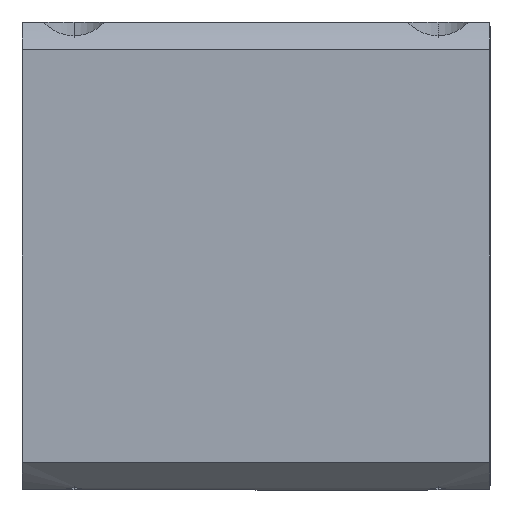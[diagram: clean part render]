
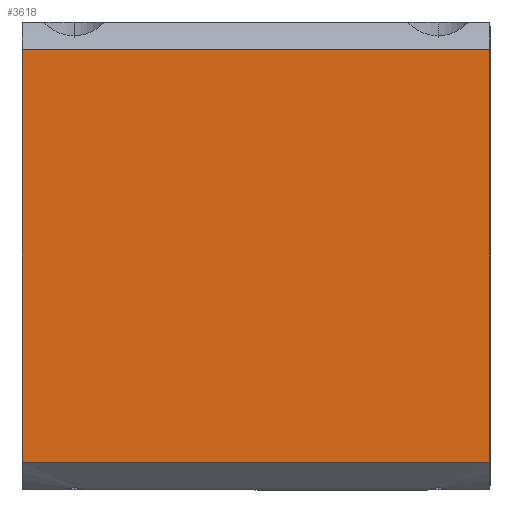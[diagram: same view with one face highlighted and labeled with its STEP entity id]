
A CAD part, left-side view. The second image highlights one B-rep face of the part: STEP entity #3618.
In plain terms, the highlighted planar face has unit normal (-1, 0, 0).
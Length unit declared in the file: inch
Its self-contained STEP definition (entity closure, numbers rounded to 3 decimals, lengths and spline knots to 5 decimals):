
#19 = VERTEX_POINT ( 'NONE', #985 ) ;
#180 = VERTEX_POINT ( 'NONE', #5851 ) ;
#542 = CARTESIAN_POINT ( 'NONE',  ( -1.125, 1.125, 0.99216 ) ) ;
#869 = CARTESIAN_POINT ( 'NONE',  ( -1.125, -1.125, -0.99216 ) ) ;
#945 = DIRECTION ( 'NONE',  ( 0., 0., 1. ) ) ;
#985 = CARTESIAN_POINT ( 'NONE',  ( -1.125, -1.125, -0.99216 ) ) ;
#1381 = DIRECTION ( 'NONE',  ( -1., 0., 0. ) ) ;
#1395 = ORIENTED_EDGE ( 'NONE', *, *, #6333, .T. ) ;
#1451 = CARTESIAN_POINT ( 'NONE',  ( -1.125, 1.125, -0.99216 ) ) ;
#1506 = CARTESIAN_POINT ( 'NONE',  ( -1.125, -1.125, 0.99216 ) ) ;
#1544 = CARTESIAN_POINT ( 'NONE',  ( -1.125, -1.125, 0.99216 ) ) ;
#2475 = DIRECTION ( 'NONE',  ( 0., 1., 0. ) ) ;
#2597 = LINE ( 'NONE', #1506, #5123 ) ;
#2918 = AXIS2_PLACEMENT_3D ( 'NONE', #869, #1381, #4872 ) ;
#3089 = FACE_OUTER_BOUND ( 'NONE', #4911, .T. ) ;
#3136 = EDGE_CURVE ( 'NONE', #4377, #5638, #2597, .T. ) ;
#3253 = ORIENTED_EDGE ( 'NONE', *, *, #4263, .F. ) ;
#3618 = ADVANCED_FACE ( 'NONE', ( #3089 ), #3859, .T. ) ;
#3649 = VECTOR ( 'NONE', #4511, 39.37008 ) ;
#3693 = ORIENTED_EDGE ( 'NONE', *, *, #3136, .T. ) ;
#3836 = LINE ( 'NONE', #4500, #6317 ) ;
#3859 = PLANE ( 'NONE',  #2918 ) ;
#4012 = CARTESIAN_POINT ( 'NONE',  ( -1.125, -1.125, -0.99216 ) ) ;
#4130 = LINE ( 'NONE', #1451, #5274 ) ;
#4175 = ORIENTED_EDGE ( 'NONE', *, *, #4808, .F. ) ;
#4263 = EDGE_CURVE ( 'NONE', #180, #5638, #4130, .T. ) ;
#4377 = VERTEX_POINT ( 'NONE', #1544 ) ;
#4488 = DIRECTION ( 'NONE',  ( 0., 1., 0. ) ) ;
#4500 = CARTESIAN_POINT ( 'NONE',  ( -1.125, -1.125, -0.99216 ) ) ;
#4511 = DIRECTION ( 'NONE',  ( 0., 0., 1. ) ) ;
#4808 = EDGE_CURVE ( 'NONE', #19, #180, #3836, .T. ) ;
#4872 = DIRECTION ( 'NONE',  ( 0., 0., 1. ) ) ;
#4911 = EDGE_LOOP ( 'NONE', ( #3253, #4175, #1395, #3693 ) ) ;
#5009 = LINE ( 'NONE', #4012, #3649 ) ;
#5123 = VECTOR ( 'NONE', #4488, 39.37008 ) ;
#5274 = VECTOR ( 'NONE', #945, 39.37008 ) ;
#5638 = VERTEX_POINT ( 'NONE', #542 ) ;
#5851 = CARTESIAN_POINT ( 'NONE',  ( -1.125, 1.125, -0.99216 ) ) ;
#6317 = VECTOR ( 'NONE', #2475, 39.37008 ) ;
#6333 = EDGE_CURVE ( 'NONE', #19, #4377, #5009, .T. ) ;
